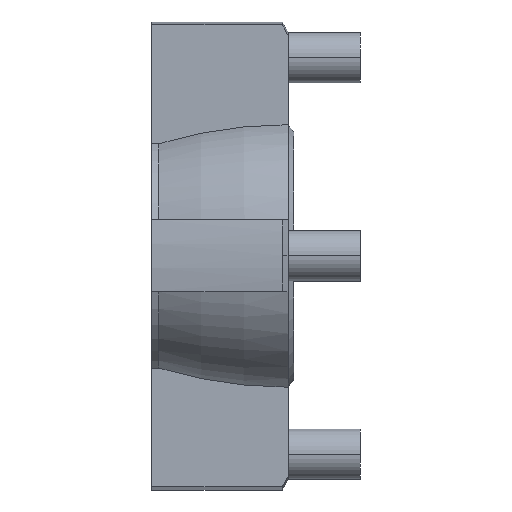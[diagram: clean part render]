
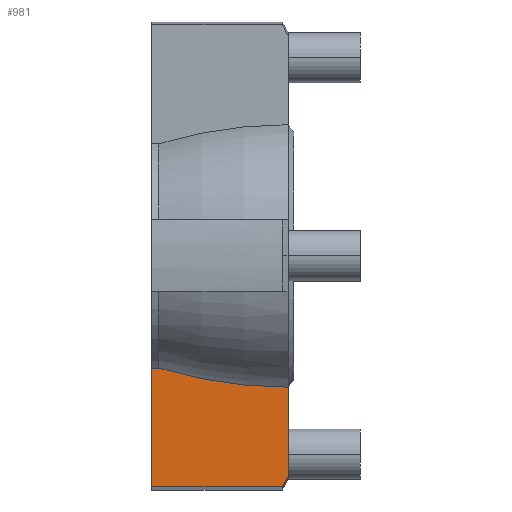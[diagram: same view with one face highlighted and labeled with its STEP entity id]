
A CAD part, top view. The second image highlights one B-rep face of the part: STEP entity #981.
In plain terms, the highlighted planar face has unit normal (0, 0, 1).
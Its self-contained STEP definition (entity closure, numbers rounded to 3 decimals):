
#18 = EDGE_CURVE ( 'NONE', #1164, #295, #342, .T. ) ;
#71 = EDGE_CURVE ( 'NONE', #295, #1284, #1143, .T. ) ;
#105 = FACE_OUTER_BOUND ( 'NONE', #407, .T. ) ;
#107 = CARTESIAN_POINT ( 'NONE',  ( 0., -32.031, 5.5 ) ) ;
#120 = VECTOR ( 'NONE', #1405, 1000. ) ;
#127 = CARTESIAN_POINT ( 'NONE',  ( 0., -30.624, 5.5 ) ) ;
#132 = VECTOR ( 'NONE', #536, 1000. ) ;
#152 = PLANE ( 'NONE',  #378 ) ;
#232 = B_SPLINE_CURVE_WITH_KNOTS ( 'NONE', 3,
 ( #488, #1558, #1025, #463, #1011, #1032, #1292, #1283 ),
 .UNSPECIFIED., .F., .F.,
 ( 4, 2, 2, 4 ),
 ( 0.021, 0.025, 0.03, 0.039 ),
 .UNSPECIFIED. ) ;
#252 = CARTESIAN_POINT ( 'NONE',  ( -0.533, -31.562, 5.5 ) ) ;
#295 = VERTEX_POINT ( 'NONE', #299 ) ;
#298 = CARTESIAN_POINT ( 'NONE',  ( -39.118, -15.556, 5.5 ) ) ;
#299 = CARTESIAN_POINT ( 'NONE',  ( -0.8, -32.031, 5.5 ) ) ;
#334 = LINE ( 'NONE', #298, #132 ) ;
#340 = EDGE_CURVE ( 'NONE', #1280, #1164, #1726, .T. ) ;
#342 = LINE ( 'NONE', #1545, #778 ) ;
#378 = AXIS2_PLACEMENT_3D ( 'NONE', #432, #871, #1669 ) ;
#407 = EDGE_LOOP ( 'NONE', ( #1209, #839, #501, #413, #1661, #611 ) ) ;
#413 = ORIENTED_EDGE ( 'NONE', *, *, #1517, .F. ) ;
#415 = VECTOR ( 'NONE', #798, 1000. ) ;
#432 = CARTESIAN_POINT ( 'NONE',  ( -39.118, -32.031, 5.5 ) ) ;
#463 = CARTESIAN_POINT ( 'NONE',  ( -12.06, -17.042, 5.5 ) ) ;
#488 = CARTESIAN_POINT ( 'NONE',  ( -17.916, -15.556, 5.5 ) ) ;
#501 = ORIENTED_EDGE ( 'NONE', *, *, #1544, .F. ) ;
#536 = DIRECTION ( 'NONE',  ( 1., 0., 0. ) ) ;
#611 = ORIENTED_EDGE ( 'NONE', *, *, #340, .T. ) ;
#623 = LINE ( 'NONE', #107, #120 ) ;
#637 = CARTESIAN_POINT ( 'NONE',  ( -0.267, -31.093, 5.5 ) ) ;
#685 = CARTESIAN_POINT ( 'NONE',  ( -18.916, -15.556, 5.5 ) ) ;
#775 = CARTESIAN_POINT ( 'NONE',  ( 0., -30.624, 5.5 ) ) ;
#778 = VECTOR ( 'NONE', #1286, 1000. ) ;
#798 = DIRECTION ( 'NONE',  ( 0., -1., 0. ) ) ;
#839 = ORIENTED_EDGE ( 'NONE', *, *, #71, .T. ) ;
#871 = DIRECTION ( 'NONE',  ( 0., 0., 1. ) ) ;
#981 = ADVANCED_FACE ( 'NONE', ( #105 ), #152, .T. ) ;
#1011 = CARTESIAN_POINT ( 'NONE',  ( -10.564, -17.32, 5.5 ) ) ;
#1014 = EDGE_CURVE ( 'NONE', #1280, #1381, #334, .T. ) ;
#1025 = CARTESIAN_POINT ( 'NONE',  ( -15.014, -16.38, 5.5 ) ) ;
#1032 = CARTESIAN_POINT ( 'NONE',  ( -6.034, -17.988, 5.5 ) ) ;
#1041 = CARTESIAN_POINT ( 'NONE',  ( -0.8, -32.031, 5.5 ) ) ;
#1097 = CARTESIAN_POINT ( 'NONE',  ( -18.916, -32.031, 5.5 ) ) ;
#1143 = B_SPLINE_CURVE_WITH_KNOTS ( 'NONE', 3,
 ( #1041, #252, #637, #775 ),
 .UNSPECIFIED., .F., .F.,
 ( 4, 4 ),
 ( 0., 0.002 ),
 .UNSPECIFIED. ) ;
#1156 = CARTESIAN_POINT ( 'NONE',  ( -18.916, -32.031, 5.5 ) ) ;
#1164 = VERTEX_POINT ( 'NONE', #1156 ) ;
#1184 = VERTEX_POINT ( 'NONE', #1566 ) ;
#1209 = ORIENTED_EDGE ( 'NONE', *, *, #18, .T. ) ;
#1247 = CARTESIAN_POINT ( 'NONE',  ( -17.916, -15.556, 5.5 ) ) ;
#1280 = VERTEX_POINT ( 'NONE', #685 ) ;
#1283 = CARTESIAN_POINT ( 'NONE',  ( 0., -18.205, 5.5 ) ) ;
#1284 = VERTEX_POINT ( 'NONE', #127 ) ;
#1286 = DIRECTION ( 'NONE',  ( 1., 0., 0. ) ) ;
#1292 = CARTESIAN_POINT ( 'NONE',  ( -3.016, -18.205, 5.5 ) ) ;
#1381 = VERTEX_POINT ( 'NONE', #1247 ) ;
#1405 = DIRECTION ( 'NONE',  ( 0., -1., 0. ) ) ;
#1517 = EDGE_CURVE ( 'NONE', #1381, #1184, #232, .T. ) ;
#1544 = EDGE_CURVE ( 'NONE', #1184, #1284, #623, .T. ) ;
#1545 = CARTESIAN_POINT ( 'NONE',  ( -39.118, -32.031, 5.5 ) ) ;
#1558 = CARTESIAN_POINT ( 'NONE',  ( -16.474, -15.995, 5.5 ) ) ;
#1566 = CARTESIAN_POINT ( 'NONE',  ( 0., -18.205, 5.5 ) ) ;
#1661 = ORIENTED_EDGE ( 'NONE', *, *, #1014, .F. ) ;
#1669 = DIRECTION ( 'NONE',  ( 0., -1., 0. ) ) ;
#1726 = LINE ( 'NONE', #1097, #415 ) ;
